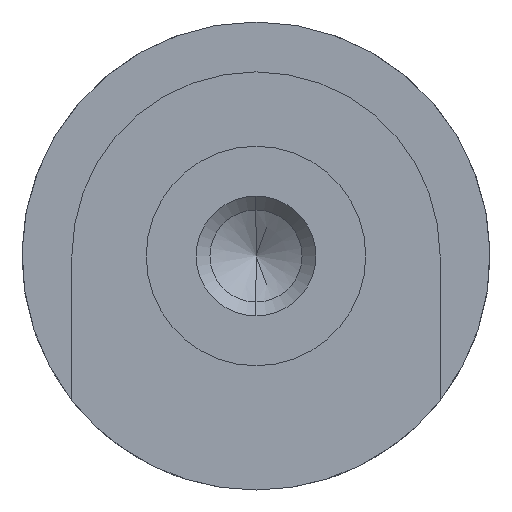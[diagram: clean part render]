
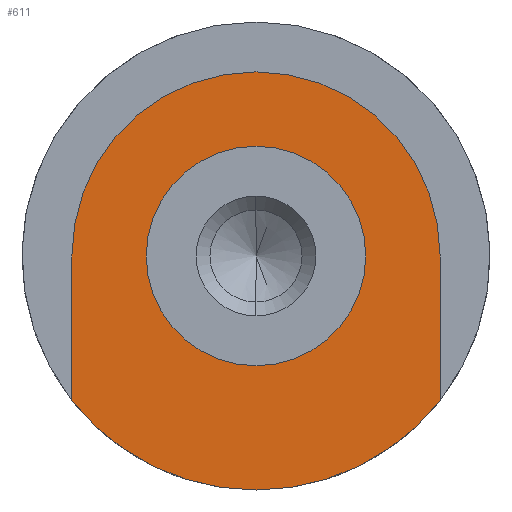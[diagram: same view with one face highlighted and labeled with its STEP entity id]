
A CAD part, left-side view. The second image highlights one B-rep face of the part: STEP entity #611.
In plain terms, the highlighted planar face has unit normal (-1, 0, 0).
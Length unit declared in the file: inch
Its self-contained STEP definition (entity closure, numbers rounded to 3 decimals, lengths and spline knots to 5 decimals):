
#14 = CIRCLE ( 'NONE', #814, 0.2345 ) ;
#19 = ORIENTED_EDGE ( 'NONE', *, *, #318, .T. ) ;
#33 = VECTOR ( 'NONE', #726, 39.37008 ) ;
#43 = CARTESIAN_POINT ( 'NONE',  ( 0., -0.3935, 0. ) ) ;
#48 = LINE ( 'NONE', #43, #358 ) ;
#80 = VERTEX_POINT ( 'NONE', #650 ) ;
#87 = CIRCLE ( 'NONE', #1020, 0.5 ) ;
#91 = ORIENTED_EDGE ( 'NONE', *, *, #202, .F. ) ;
#112 = DIRECTION ( 'NONE',  ( 0., -1., 0. ) ) ;
#121 = DIRECTION ( 'NONE',  ( 0., 0., -1. ) ) ;
#137 = AXIS2_PLACEMENT_3D ( 'NONE', #854, #762, #785 ) ;
#144 = DIRECTION ( 'NONE',  ( 0., 0., -1. ) ) ;
#147 = EDGE_CURVE ( 'NONE', #544, #992, #627, .T. ) ;
#157 = CARTESIAN_POINT ( 'NONE',  ( 0., -0.3935, -0.30848 ) ) ;
#190 = PLANE ( 'NONE',  #304 ) ;
#202 = EDGE_CURVE ( 'NONE', #80, #781, #48, .T. ) ;
#203 = DIRECTION ( 'NONE',  ( -1., 0., 0. ) ) ;
#219 = CARTESIAN_POINT ( 'NONE',  ( 0., 0.5, 0. ) ) ;
#252 = ORIENTED_EDGE ( 'NONE', *, *, #147, .F. ) ;
#299 = EDGE_CURVE ( 'NONE', #992, #544, #14, .T. ) ;
#304 = AXIS2_PLACEMENT_3D ( 'NONE', #219, #550, #144 ) ;
#318 = EDGE_CURVE ( 'NONE', #80, #351, #946, .T. ) ;
#326 = CARTESIAN_POINT ( 'NONE',  ( 0., 0.3935, 0. ) ) ;
#345 = ORIENTED_EDGE ( 'NONE', *, *, #842, .T. ) ;
#351 = VERTEX_POINT ( 'NONE', #557 ) ;
#358 = VECTOR ( 'NONE', #121, 39.37008 ) ;
#390 = DIRECTION ( 'NONE',  ( 0., -1., 0. ) ) ;
#398 = ORIENTED_EDGE ( 'NONE', *, *, #677, .T. ) ;
#473 = DIRECTION ( 'NONE',  ( 0., 0., 1. ) ) ;
#494 = EDGE_CURVE ( 'NONE', #857, #700, #87, .T. ) ;
#499 = DIRECTION ( 'NONE',  ( -1., 0., 0. ) ) ;
#504 = ORIENTED_EDGE ( 'NONE', *, *, #494, .T. ) ;
#529 = CARTESIAN_POINT ( 'NONE',  ( 0., 0., -0.5 ) ) ;
#544 = VERTEX_POINT ( 'NONE', #980 ) ;
#547 = AXIS2_PLACEMENT_3D ( 'NONE', #908, #203, #112 ) ;
#550 = DIRECTION ( 'NONE',  ( 1., 0., 0. ) ) ;
#555 = CARTESIAN_POINT ( 'NONE',  ( 0., 0.3935, -0.30848 ) ) ;
#557 = CARTESIAN_POINT ( 'NONE',  ( 0., 0.3935, 0. ) ) ;
#584 = FACE_BOUND ( 'NONE', #922, .T. ) ;
#611 = ADVANCED_FACE ( 'NONE', ( #584, #904 ), #190, .F. ) ;
#616 = CARTESIAN_POINT ( 'NONE',  ( 0., 0., 0. ) ) ;
#627 = CIRCLE ( 'NONE', #547, 0.2345 ) ;
#645 = AXIS2_PLACEMENT_3D ( 'NONE', #779, #691, #390 ) ;
#650 = CARTESIAN_POINT ( 'NONE',  ( 0., -0.3935, 0. ) ) ;
#677 = EDGE_CURVE ( 'NONE', #700, #781, #722, .T. ) ;
#691 = DIRECTION ( 'NONE',  ( -1., 0., 0. ) ) ;
#700 = VERTEX_POINT ( 'NONE', #529 ) ;
#722 = CIRCLE ( 'NONE', #137, 0.5 ) ;
#726 = DIRECTION ( 'NONE',  ( 0., 0., -1. ) ) ;
#762 = DIRECTION ( 'NONE',  ( -1., 0., 0. ) ) ;
#779 = CARTESIAN_POINT ( 'NONE',  ( 0., 0., 0. ) ) ;
#781 = VERTEX_POINT ( 'NONE', #157 ) ;
#785 = DIRECTION ( 'NONE',  ( 0., 0., 1. ) ) ;
#786 = DIRECTION ( 'NONE',  ( -1., 0., 0. ) ) ;
#792 = EDGE_LOOP ( 'NONE', ( #345, #504, #398, #91, #19 ) ) ;
#814 = AXIS2_PLACEMENT_3D ( 'NONE', #616, #786, #862 ) ;
#842 = EDGE_CURVE ( 'NONE', #351, #857, #897, .T. ) ;
#843 = CARTESIAN_POINT ( 'NONE',  ( 0., 0.2345, 0. ) ) ;
#854 = CARTESIAN_POINT ( 'NONE',  ( 0., 0., 0. ) ) ;
#857 = VERTEX_POINT ( 'NONE', #555 ) ;
#862 = DIRECTION ( 'NONE',  ( 0., -1., 0. ) ) ;
#897 = LINE ( 'NONE', #326, #33 ) ;
#904 = FACE_OUTER_BOUND ( 'NONE', #792, .T. ) ;
#908 = CARTESIAN_POINT ( 'NONE',  ( 0., 0., 0. ) ) ;
#922 = EDGE_LOOP ( 'NONE', ( #945, #252 ) ) ;
#945 = ORIENTED_EDGE ( 'NONE', *, *, #299, .F. ) ;
#946 = CIRCLE ( 'NONE', #645, 0.3935 ) ;
#977 = CARTESIAN_POINT ( 'NONE',  ( 0., 0., 0. ) ) ;
#980 = CARTESIAN_POINT ( 'NONE',  ( 0., -0.2345, 0. ) ) ;
#992 = VERTEX_POINT ( 'NONE', #843 ) ;
#1020 = AXIS2_PLACEMENT_3D ( 'NONE', #977, #499, #473 ) ;
